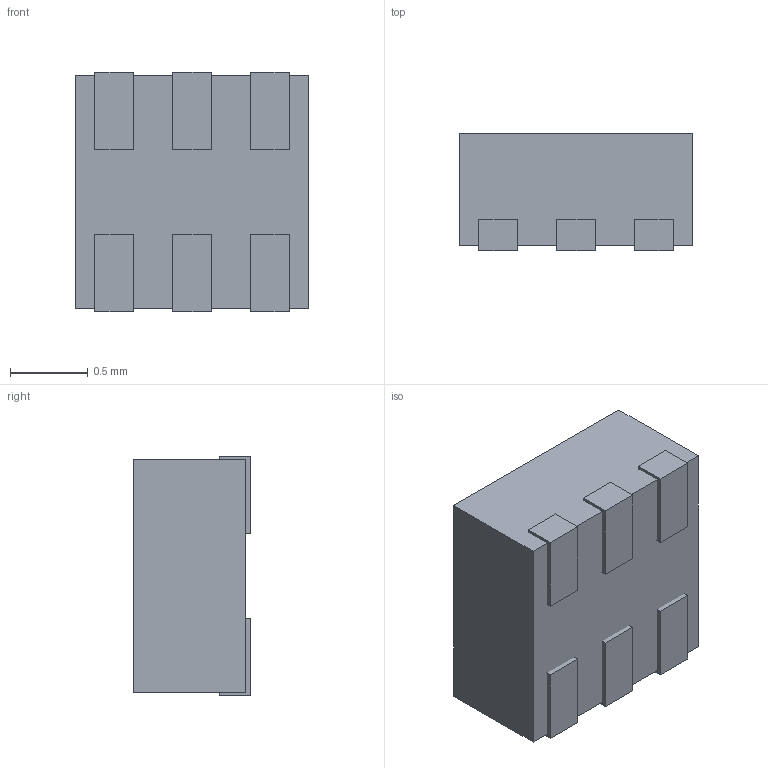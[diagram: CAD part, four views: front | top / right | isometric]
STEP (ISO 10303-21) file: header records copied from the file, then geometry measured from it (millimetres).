
FILE_DESCRIPTION (( 'STEP AP214' ), '1' );
FILE_NAME ('User Library-DSE(S-PDSO-N6).STEP', '2020-08-24T02:11:00', ( '' ), ( '' ), 'SwSTEP 2.0', 'SolidWorks 2020', '' );
FILE_SCHEMA (( 'AUTOMOTIVE_DESIGN' ));
Length unit declared in the file: millimetre
Products named in the file (1): User Library-DSE(S-PDSO-N6)
Bounding box: 1.5 x 0.75 x 1.54 mm (x, y, z)
Volume: 1.8 mm3; surface area: 12.2 mm2
Topology: 8 solids, 8 shells, 49 faces, 96 edges, 64 vertices
Faces by surface type: plane 45, cylinder 4
Entity records: 1874 total; most frequent: CARTESIAN_POINT 210, DIRECTION 204, ORIENTED_EDGE 192, EDGE_CURVE 96, VECTOR 88, LINE 88, VERTEX_POINT 64, UNCERTAINTY_MEASURE_WITH_UNIT 59
